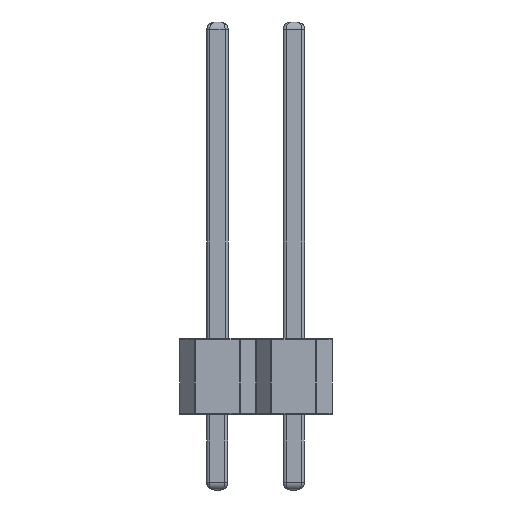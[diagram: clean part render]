
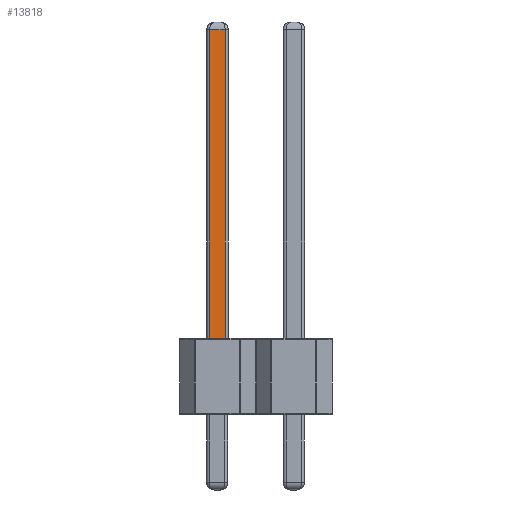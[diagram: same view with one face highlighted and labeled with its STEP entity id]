
A CAD part, left-side view. The second image highlights one B-rep face of the part: STEP entity #13818.
In plain terms, the highlighted planar face has unit normal (-1, 0, 0).
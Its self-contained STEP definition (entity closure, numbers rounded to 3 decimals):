
#368=PLANE('',#14944);
#1102=LINE('',#21710,#2158);
#1122=LINE('',#21858,#2178);
#1126=LINE('',#21892,#2182);
#1129=LINE('',#21921,#2185);
#2158=VECTOR('',#16941,10.);
#2178=VECTOR('',#17021,10.);
#2182=VECTOR('',#17037,10.);
#2185=VECTOR('',#17048,10.);
#3714=FACE_OUTER_BOUND('',#4724,.T.);
#4724=EDGE_LOOP('',(#9815,#9816,#9817,#9818));
#6507=VERTEX_POINT('',#21707);
#6508=VERTEX_POINT('',#21709);
#6526=VERTEX_POINT('',#21856);
#6530=VERTEX_POINT('',#21891);
#7611=EDGE_CURVE('',#6507,#6508,#1102,.T.);
#7647=EDGE_CURVE('',#6526,#6507,#1122,.T.);
#7654=EDGE_CURVE('',#6508,#6530,#1126,.T.);
#7660=EDGE_CURVE('',#6530,#6526,#1129,.T.);
#9815=ORIENTED_EDGE('',*,*,#7647,.F.);
#9816=ORIENTED_EDGE('',*,*,#7660,.F.);
#9817=ORIENTED_EDGE('',*,*,#7654,.F.);
#9818=ORIENTED_EDGE('',*,*,#7611,.F.);
#13818=ADVANCED_FACE('',(#3714),#368,.T.);
#14944=AXIS2_PLACEMENT_3D('',#21922,#17049,#17050);
#16941=DIRECTION('',(0.,1.,0.));
#17021=DIRECTION('',(0.,0.,-1.));
#17037=DIRECTION('',(0.,0.,1.));
#17048=DIRECTION('',(0.,-1.,0.));
#17049=DIRECTION('center_axis',(-1.,0.,0.));
#17050=DIRECTION('ref_axis',(0.,-1.,0.));
#21707=CARTESIAN_POINT('',(-1.602,1.026,2.54));
#21709=CARTESIAN_POINT('',(-1.602,1.533,2.54));
#21710=CARTESIAN_POINT('',(-1.602,1.451,2.54));
#21856=CARTESIAN_POINT('',(-1.602,1.026,12.79));
#21858=CARTESIAN_POINT('',(-1.602,1.026,2.54));
#21891=CARTESIAN_POINT('',(-1.602,1.533,12.79));
#21892=CARTESIAN_POINT('',(-1.602,1.533,2.54));
#21921=CARTESIAN_POINT('',(-1.602,1.456,12.79));
#21922=CARTESIAN_POINT('Origin',(-1.602,1.633,2.54));
